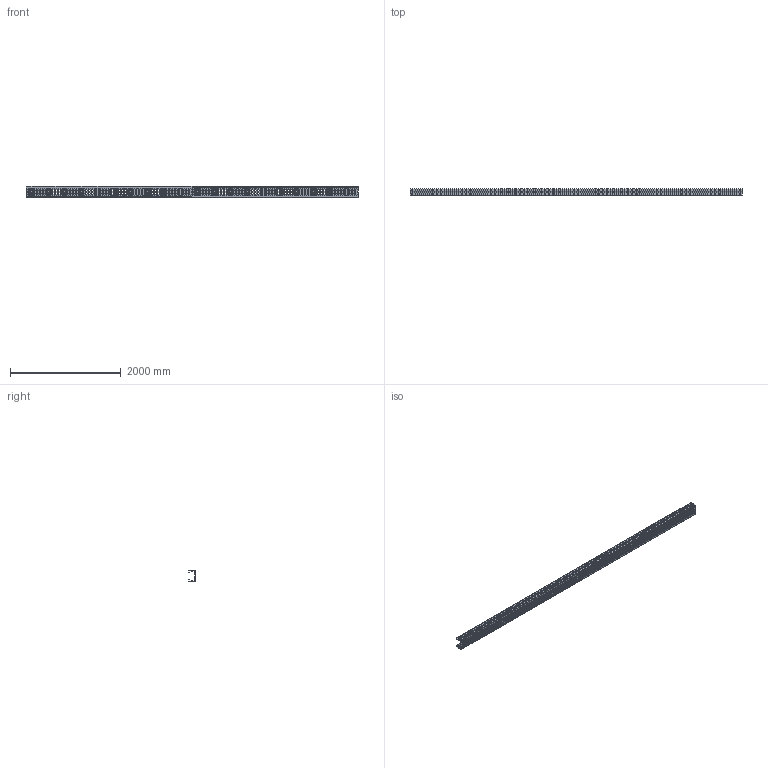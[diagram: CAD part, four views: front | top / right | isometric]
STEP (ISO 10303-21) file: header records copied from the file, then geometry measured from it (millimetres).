
FILE_DESCRIPTION((''),'2;1');
FILE_NAME('240021_ASM','2018-11-28T19:24:07',('tomasz.grudniewski'),(''),'CREO PARAMETRIC BY PTC INC, 2018260','CREO PARAMETRIC BY PTC INC, 2018260','');
FILE_SCHEMA(('CONFIG_CONTROL_DESIGN'));
Products named in the file (3): KSP_DSP_H120_6000_PRT; PASZCZ_200_30000_PRT; 240021_ASM
Assembly tree (4 placements, depth 2):
  240021_ASM
    KSP_DSP_H120_6000_PRT  x2
    PASZCZ_200_30000_PRT  x2
Bounding box: 6000 x 120 x 200 mm (x, y, z)
Volume: 5014220.9 mm3; surface area: 7267253.4 mm2
Topology: 4 solids, 4 shells, 7640 faces, 21984 edges, 14352 vertices
Faces by surface type: plane 4540, cylinder 3100
Entity records: 127304 total; most frequent: CARTESIAN_POINT 21995, ORIENTED_EDGE 21984, DIRECTION 21746, EDGE_CURVE 10992, VECTOR 7892, LINE 7892, VERTEX_POINT 7176, AXIS2_PLACEMENT_3D 6927
